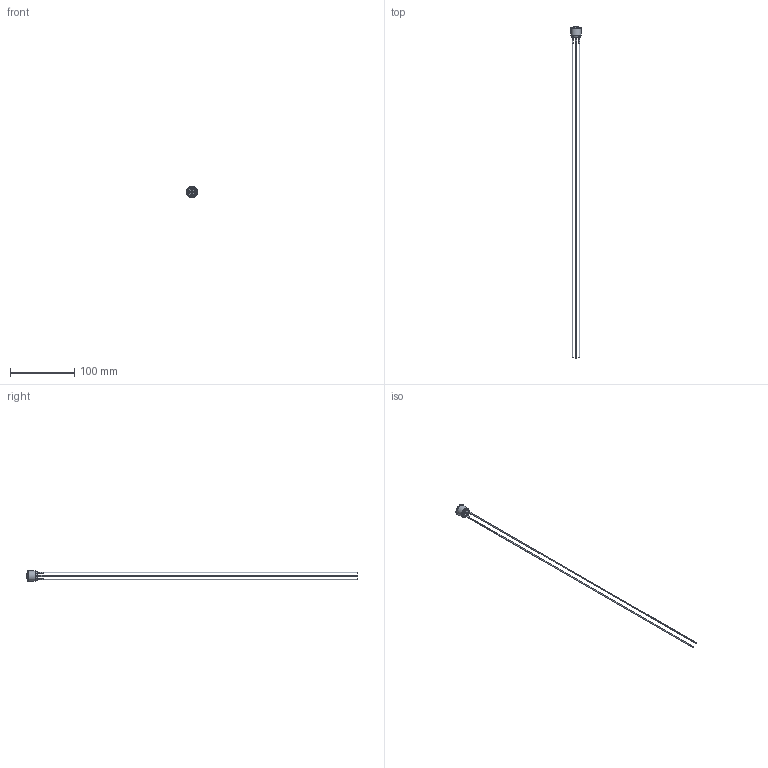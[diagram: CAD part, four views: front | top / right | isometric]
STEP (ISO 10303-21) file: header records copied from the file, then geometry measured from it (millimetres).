
FILE_DESCRIPTION(/* description */ (''),/* implementation_level */ '2;1');
FILE_NAME(/* name */ 'PVA6HEW4xx1.stp',/* time_stamp */ '2018-11-12T10:47:43-06:00',/* author */ ('mroman'),/* organization */ (''),/* preprocessor_version */ 'ST-DEVELOPER v17',/* originating_system */ 'Autodesk Inventor 2018',/* authorisation */ '');
FILE_SCHEMA (('CONFIG_CONTROL_DESIGN'));
Length unit declared in the file: millimetre
Products named in the file (1): PVA6HEW4xx1
Bounding box: 18 x 517.3 x 18 mm (x, y, z)
Volume: 6199.3 mm3; surface area: 10306.6 mm2
Topology: 1 solids, 1 shells, 305 faces, 733 edges, 447 vertices
Faces by surface type: cylinder 119, plane 111, torus 41, bspline 28, sphere 4, cone 2
Full cylindrical faces by diameter (mm): 1.4 x4, 1.56 x4, 9.3 x1, 14.418 x2, 16 x1, 18 x1
Entity records: 9378 total; most frequent: CARTESIAN_POINT 2213, DIRECTION 1535, ORIENTED_EDGE 1450, EDGE_CURVE 725, AXIS2_PLACEMENT_3D 573, VERTEX_POINT 447, LINE 389, VECTOR 389
